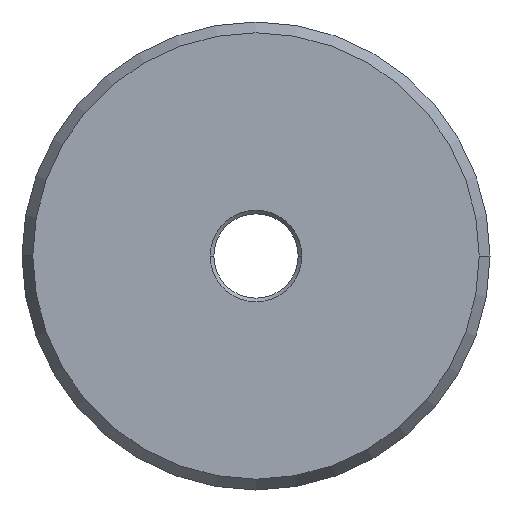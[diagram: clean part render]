
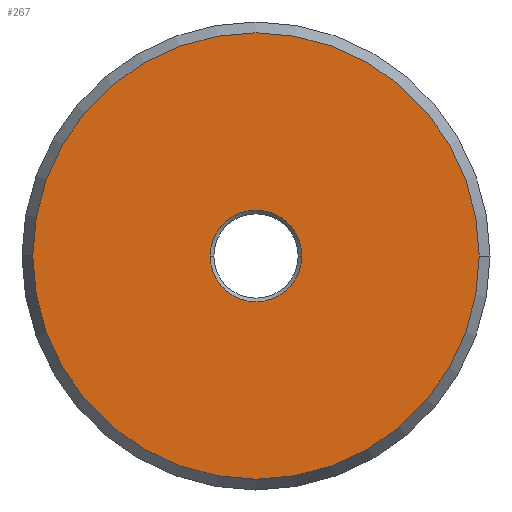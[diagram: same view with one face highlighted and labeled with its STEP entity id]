
A CAD part, front view. The second image highlights one B-rep face of the part: STEP entity #267.
In plain terms, the highlighted planar face has unit normal (0, -1, 0).
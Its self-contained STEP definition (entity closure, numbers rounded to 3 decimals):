
#267=ADVANCED_FACE('',(#701,#702),#703,.T.);
#701=FACE_BOUND('',#1306,.T.);
#702=FACE_OUTER_BOUND('',#1307,.T.);
#703=PLANE('',#1308);
#1306=EDGE_LOOP('',(#1992,#1993));
#1307=EDGE_LOOP('',(#1994,#1995));
#1308=AXIS2_PLACEMENT_3D('',#1996,#1997,#1998);
#1992=ORIENTED_EDGE('',*,*,#3424,.F.);
#1993=ORIENTED_EDGE('',*,*,#3367,.F.);
#1994=ORIENTED_EDGE('',*,*,#3372,.T.);
#1995=ORIENTED_EDGE('',*,*,#3422,.T.);
#1996=CARTESIAN_POINT('',(7.186,0.,0.0));
#1997=DIRECTION('',(0.,-1.0,0.0));
#1998=DIRECTION('',(0.0,0.0,-1.0));
#3367=EDGE_CURVE('',#3935,#3931,#3937,.T.);
#3372=EDGE_CURVE('',#3940,#3944,#3946,.T.);
#3422=EDGE_CURVE('',#3944,#3940,#4012,.T.);
#3424=EDGE_CURVE('',#3931,#3935,#4014,.T.);
#3931=VERTEX_POINT('',#4675);
#3935=VERTEX_POINT('',#4680);
#3937=CIRCLE('',#4683,2.45);
#3940=VERTEX_POINT('',#4686);
#3944=VERTEX_POINT('',#4691);
#3946=CIRCLE('',#4694,11.923);
#4012=CIRCLE('',#4774,11.923);
#4014=CIRCLE('',#4776,2.45);
#4675=CARTESIAN_POINT('',(2.45,0.,0.0));
#4680=CARTESIAN_POINT('',(-2.45,0.,0.));
#4683=AXIS2_PLACEMENT_3D('',#5674,#5675,#5676);
#4686=CARTESIAN_POINT('',(11.923,0.,0.0));
#4691=CARTESIAN_POINT('',(-11.923,0.,0.));
#4694=AXIS2_PLACEMENT_3D('',#5682,#5683,#5684);
#4774=AXIS2_PLACEMENT_3D('',#5753,#5754,#5755);
#4776=AXIS2_PLACEMENT_3D('',#5756,#5757,#5758);
#5674=CARTESIAN_POINT('',(0.,0.,0.0));
#5675=DIRECTION('',(0.,-1.0,0.0));
#5676=DIRECTION('',(1.0,0.,0.0));
#5682=CARTESIAN_POINT('',(0.,0.,0.0));
#5683=DIRECTION('',(0.,-1.0,0.0));
#5684=DIRECTION('',(1.0,0.,0.0));
#5753=CARTESIAN_POINT('',(0.,0.,0.0));
#5754=DIRECTION('',(0.,-1.0,0.0));
#5755=DIRECTION('',(1.0,0.,0.0));
#5756=CARTESIAN_POINT('',(0.,0.,0.0));
#5757=DIRECTION('',(0.,-1.0,0.0));
#5758=DIRECTION('',(1.0,0.,0.0));
